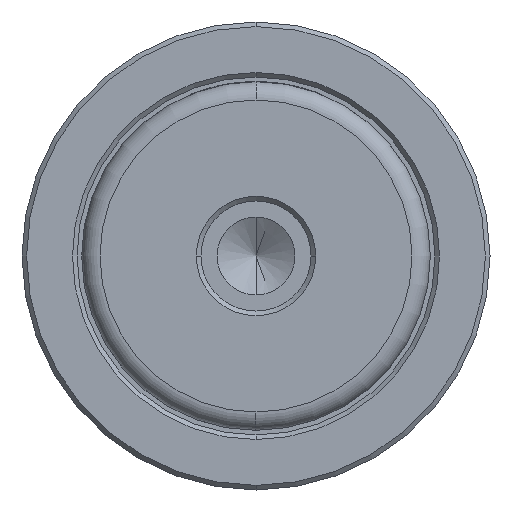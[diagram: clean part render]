
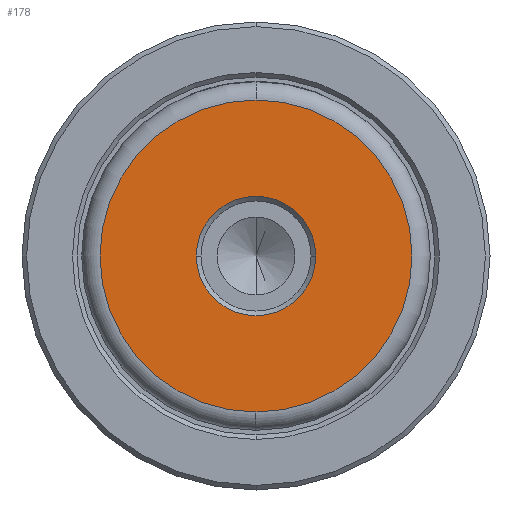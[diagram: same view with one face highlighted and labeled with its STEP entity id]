
A CAD part, left-side view. The second image highlights one B-rep face of the part: STEP entity #178.
In plain terms, the highlighted planar face has unit normal (-1, 0, 0).
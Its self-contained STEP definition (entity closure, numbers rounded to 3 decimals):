
#8 = EDGE_LOOP ( 'NONE', ( #74, #1738 ) ) ;
#46 = CARTESIAN_POINT ( 'NONE',  ( 0., -6.5, 0. ) ) ;
#74 = ORIENTED_EDGE ( 'NONE', *, *, #1983, .T. ) ;
#106 = DIRECTION ( 'NONE',  ( 0., 0., 1. ) ) ;
#112 = AXIS2_PLACEMENT_3D ( 'NONE', #2208, #1081, #2404 ) ;
#116 = CIRCLE ( 'NONE', #1439, 16.997 ) ;
#166 = FACE_OUTER_BOUND ( 'NONE', #8, .T. ) ;
#178 = ADVANCED_FACE ( 'NONE', ( #2119, #166 ), #2116, .T. ) ;
#337 = ORIENTED_EDGE ( 'NONE', *, *, #1587, .T. ) ;
#398 = EDGE_CURVE ( 'NONE', #2420, #2128, #2202, .T. ) ;
#413 = CIRCLE ( 'NONE', #112, 6.5 ) ;
#495 = AXIS2_PLACEMENT_3D ( 'NONE', #2358, #1215, #106 ) ;
#584 = VERTEX_POINT ( 'NONE', #46 ) ;
#624 = DIRECTION ( 'NONE',  ( 0., 0., 1. ) ) ;
#755 = CARTESIAN_POINT ( 'NONE',  ( 0., 0., 16.997 ) ) ;
#780 = EDGE_LOOP ( 'NONE', ( #2274, #337 ) ) ;
#901 = AXIS2_PLACEMENT_3D ( 'NONE', #2304, #1728, #624 ) ;
#921 = CARTESIAN_POINT ( 'NONE',  ( 0., 0., 0. ) ) ;
#922 = DIRECTION ( 'NONE',  ( -1., 0., 0. ) ) ;
#1081 = DIRECTION ( 'NONE',  ( 1., 0., 0. ) ) ;
#1108 = DIRECTION ( 'NONE',  ( 0., 0., 1. ) ) ;
#1215 = DIRECTION ( 'NONE',  ( 1., 0., 0. ) ) ;
#1232 = CARTESIAN_POINT ( 'NONE',  ( 0., 0., -16.997 ) ) ;
#1274 = VERTEX_POINT ( 'NONE', #1922 ) ;
#1439 = AXIS2_PLACEMENT_3D ( 'NONE', #2051, #922, #2242 ) ;
#1587 = EDGE_CURVE ( 'NONE', #1274, #584, #413, .T. ) ;
#1728 = DIRECTION ( 'NONE',  ( -1., 0., 0. ) ) ;
#1738 = ORIENTED_EDGE ( 'NONE', *, *, #398, .T. ) ;
#1922 = CARTESIAN_POINT ( 'NONE',  ( 0., 6.5, 0. ) ) ;
#1983 = EDGE_CURVE ( 'NONE', #2128, #2420, #116, .T. ) ;
#1993 = CIRCLE ( 'NONE', #495, 6.5 ) ;
#2051 = CARTESIAN_POINT ( 'NONE',  ( 0., 0., 0. ) ) ;
#2116 = PLANE ( 'NONE',  #901 ) ;
#2119 = FACE_BOUND ( 'NONE', #780, .T. ) ;
#2128 = VERTEX_POINT ( 'NONE', #755 ) ;
#2202 = CIRCLE ( 'NONE', #2301, 16.997 ) ;
#2208 = CARTESIAN_POINT ( 'NONE',  ( 0., 0., 0. ) ) ;
#2240 = DIRECTION ( 'NONE',  ( -1., 0., 0. ) ) ;
#2242 = DIRECTION ( 'NONE',  ( 0., 0., 1. ) ) ;
#2274 = ORIENTED_EDGE ( 'NONE', *, *, #2346, .T. ) ;
#2301 = AXIS2_PLACEMENT_3D ( 'NONE', #921, #2240, #1108 ) ;
#2304 = CARTESIAN_POINT ( 'NONE',  ( 0., 0., 0. ) ) ;
#2346 = EDGE_CURVE ( 'NONE', #584, #1274, #1993, .T. ) ;
#2358 = CARTESIAN_POINT ( 'NONE',  ( 0., 0., 0. ) ) ;
#2404 = DIRECTION ( 'NONE',  ( 0., 0., 1. ) ) ;
#2420 = VERTEX_POINT ( 'NONE', #1232 ) ;
